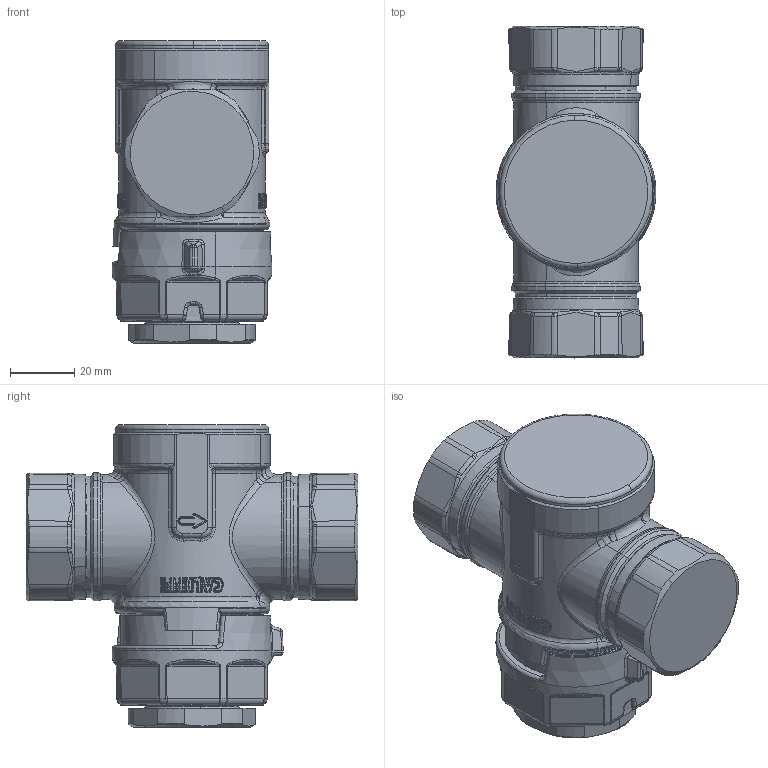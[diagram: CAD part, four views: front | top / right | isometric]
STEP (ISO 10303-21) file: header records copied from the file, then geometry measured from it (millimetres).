
FILE_DESCRIPTION(('CATIA V5 STEP Exchange','CAx-IF Rec.Pracs.--- Model Styling and Organization---1.5--- 2016-08-15','CAx-IF Rec.Pracs.---Supplemental Geometry---1.0---2011-11-01','CAx-IF Rec.Pracs.--- Composite Materials ---3.4---2017-06-13','CAx-IF Rec.Pracs.---Tessellated 3D Geometry---1.0---2015-12-17'),'2;1');
FILE_NAME('STEP_577106_-_TST.stp','2024-11-22T11:01:31+00:00',('none'),('none'),'CATIA Version 5-6 Release 2020 SP5','CATIA V5 STEP AP242 v2','none');
FILE_SCHEMA(('AP242_MANAGED_MODEL_BASED_3D_ENGINEERING_MIM_LF {1 0 10303 442 1 1 4}'));
Products named in the file (1): 577106 - TST
Bounding box: 49.94 x 103.6 x 94.6 mm (x, y, z)
Volume: 239742.5 mm3; surface area: 29038.8 mm2
Topology: 1 solids, 1 shells, 1490 faces, 3519 edges, 1899 vertices
Faces by surface type: bspline 826, cylinder 240, plane 121, sphere 116, torus 106, cone 81
Entity records: 90677 total; most frequent: CARTESIAN_POINT 65597, ORIENTED_EDGE 6746, EDGE_CURVE 3373, B_SPLINE_CURVE_WITH_KNOTS 2304, DIRECTION 2145, VERTEX_POINT 1899, EDGE_LOOP 1504, ADVANCED_FACE 1490
